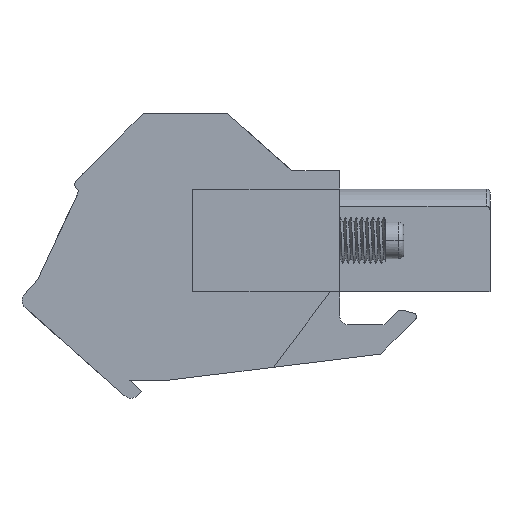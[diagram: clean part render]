
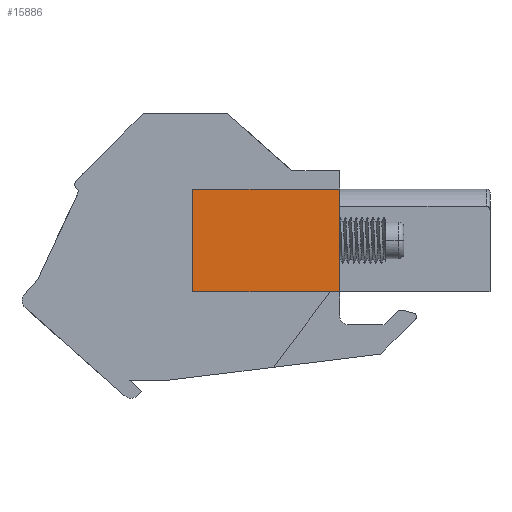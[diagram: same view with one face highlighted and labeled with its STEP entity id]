
A CAD part, left-side view. The second image highlights one B-rep face of the part: STEP entity #15886.
In plain terms, the highlighted planar face has unit normal (-1, 0, 0).
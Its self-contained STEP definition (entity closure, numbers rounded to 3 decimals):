
#1266 = VERTEX_POINT ( 'NONE', #1576 ) ;
#1313 = DIRECTION ( 'NONE',  ( 0., -1., 0. ) ) ;
#1576 = CARTESIAN_POINT ( 'NONE',  ( -5., 8.2, 5.8 ) ) ;
#4051 = VERTEX_POINT ( 'NONE', #22392 ) ;
#4337 = ORIENTED_EDGE ( 'NONE', *, *, #15390, .T. ) ;
#5980 = ORIENTED_EDGE ( 'NONE', *, *, #23549, .F. ) ;
#6411 = CARTESIAN_POINT ( 'NONE',  ( -5., 16.2, 11.4 ) ) ;
#7273 = EDGE_CURVE ( 'NONE', #25724, #4051, #12133, .T. ) ;
#7315 = LINE ( 'NONE', #18053, #28418 ) ;
#7654 = DIRECTION ( 'NONE',  ( 0., 0., 1. ) ) ;
#9513 = CARTESIAN_POINT ( 'NONE',  ( -5., 16.2, 5.8 ) ) ;
#11016 = VECTOR ( 'NONE', #25086, 1000. ) ;
#11179 = CARTESIAN_POINT ( 'NONE',  ( -5., 16.2, 5.8 ) ) ;
#12133 = LINE ( 'NONE', #6411, #29033 ) ;
#13671 = LINE ( 'NONE', #24250, #15734 ) ;
#14273 = ORIENTED_EDGE ( 'NONE', *, *, #7273, .F. ) ;
#15390 = EDGE_CURVE ( 'NONE', #1266, #4051, #22466, .T. ) ;
#15734 = VECTOR ( 'NONE', #21661, 1000. ) ;
#15886 = ADVANCED_FACE ( 'NONE', ( #18961 ), #32859, .T. ) ;
#17103 = EDGE_LOOP ( 'NONE', ( #4337, #14273, #5980, #29639 ) ) ;
#18053 = CARTESIAN_POINT ( 'NONE',  ( -5., 16.2, 5.8 ) ) ;
#18657 = CARTESIAN_POINT ( 'NONE',  ( -5., 16.2, 11.4 ) ) ;
#18961 = FACE_OUTER_BOUND ( 'NONE', #17103, .T. ) ;
#21661 = DIRECTION ( 'NONE',  ( 0., -1., 0. ) ) ;
#21752 = DIRECTION ( 'NONE',  ( 0., -1., 0. ) ) ;
#22392 = CARTESIAN_POINT ( 'NONE',  ( -5., 8.2, 11.4 ) ) ;
#22466 = LINE ( 'NONE', #24396, #11016 ) ;
#23549 = EDGE_CURVE ( 'NONE', #24571, #25724, #7315, .T. ) ;
#24250 = CARTESIAN_POINT ( 'NONE',  ( -5., 16.2, 5.8 ) ) ;
#24396 = CARTESIAN_POINT ( 'NONE',  ( -5., 8.2, 5.8 ) ) ;
#24551 = EDGE_CURVE ( 'NONE', #24571, #1266, #13671, .T. ) ;
#24571 = VERTEX_POINT ( 'NONE', #9513 ) ;
#25086 = DIRECTION ( 'NONE',  ( 0., 0., 1. ) ) ;
#25724 = VERTEX_POINT ( 'NONE', #18657 ) ;
#28418 = VECTOR ( 'NONE', #7654, 1000. ) ;
#29033 = VECTOR ( 'NONE', #1313, 1000. ) ;
#29639 = ORIENTED_EDGE ( 'NONE', *, *, #24551, .T. ) ;
#32638 = AXIS2_PLACEMENT_3D ( 'NONE', #11179, #32693, #21752 ) ;
#32693 = DIRECTION ( 'NONE',  ( -1., 0., 0. ) ) ;
#32859 = PLANE ( 'NONE',  #32638 ) ;
